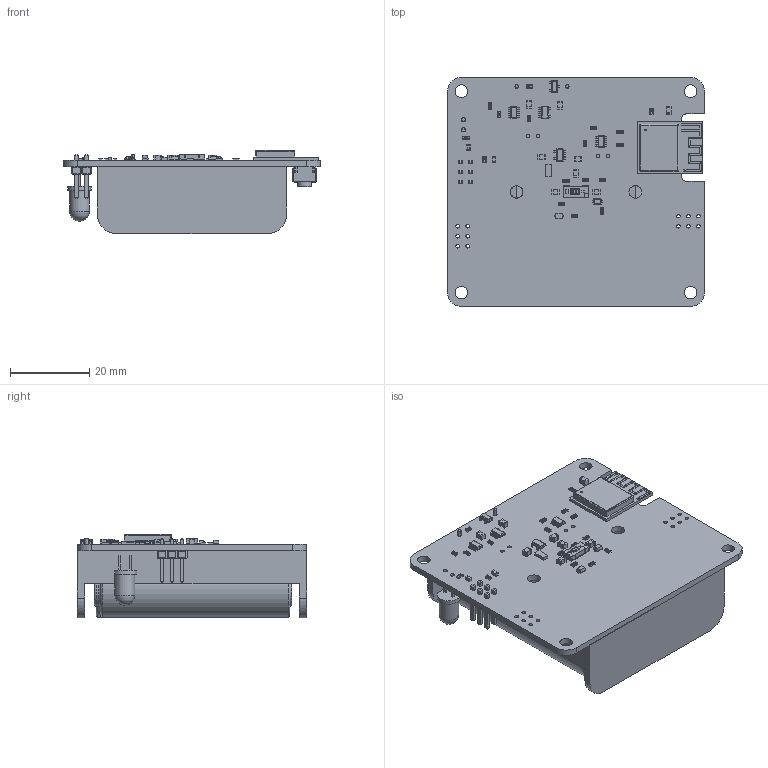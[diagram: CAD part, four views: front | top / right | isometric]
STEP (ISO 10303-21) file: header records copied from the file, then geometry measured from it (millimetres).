
FILE_DESCRIPTION(('Open CASCADE Model'),'2;1');
FILE_NAME('Open CASCADE Shape Model','2023-11-04T00:26:30',('Author'),( 'Open CASCADE'),'Open CASCADE STEP processor 6.8','Open CASCADE 6.8' ,'Unknown');
FILE_SCHEMA(('AUTOMOTIVE_DESIGN { 1 0 10303 214 1 1 1 1 }'));
Length unit declared in the file: millimetre
Products named in the file (79): PCB; Board; Open CASCADE STEP translator 6.8 1.1.1; D3; 6200334896; Body; Open_CASCADE_STEP_translator_6.8_16.1.1; lead; D2; LDO2; 6200341136; Open_CASCADE_STEP_translator_6.8_32.1.1; Leader; C12; 0805_cap; C11; R13; 0603_resistor; RTC; 6205985456; Extruded; R18; R17; Q3; 6200339936; Open_CASCADE_STEP_translator_6.8_9.1.1; LDO1; 6200339696; R15; DS1; LED_5mm; C13; 0603_cap; R16; C7; L1; L_0603; Pin1; Pin2; CeramicBody ...
Assembly tree (119 placements, depth 5):
  PCB
    Board
      Open CASCADE STEP translator 6.8 1.1.1
    D3
      6200334896
        Body
          Open_CASCADE_STEP_translator_6.8_16.1.1
        lead  x2
    D2
      6200334896
        Body
          Open_CASCADE_STEP_translator_6.8_16.1.1
        lead  x2
    LDO2
      6200341136
        Body
          Open_CASCADE_STEP_translator_6.8_32.1.1
        Leader  x5
    C12
      0805_cap
    C11
      0805_cap
    R13
      0603_resistor
    RTC
      6205985456
        Extruded
    R18
      0603_resistor
    R17
      0603_resistor
    Q3
      6200339936
        Body
          Open_CASCADE_STEP_translator_6.8_9.1.1
        Leader  x6
    LDO1
      6200339696
        Body
          Open_CASCADE_STEP_translator_6.8_32.1.1
        Leader  x5
    R15
      0603_resistor
    DS1
      LED_5mm
    C13
      0603_cap
    R16
      0603_resistor
    C7
      0805_cap
    L1
      L_0603
        Pin1
        Pin2
        CeramicBody
    BATT
      battery_holder_3xAA
    FACTORY
      switch.stp
Bounding box: 65 x 58 x 21.17 mm (x, y, z)
Volume: 39726.3 mm3; surface area: 27679.7 mm2
Topology: 188 solids, 188 shells, 3992 faces, 10054 edges, 6433 vertices
Faces by surface type: plane 2893, cylinder 754, sphere 211, bspline 80, cone 30, torus 24
Full cylindrical faces by diameter (mm): 0.4 x1, 0.9 x24, 1 x4, 1.05 x2, 3.2 x6, 3.5 x1, 5 x1
Entity records: 76157 total; most frequent: CARTESIAN_POINT 16779, DIRECTION 10833, ORIENTED_EDGE 10798, EDGE_CURVE 5399, LINE 4275, VECTOR 4275, VERTEX_POINT 3393, AXIS2_PLACEMENT_3D 3279
